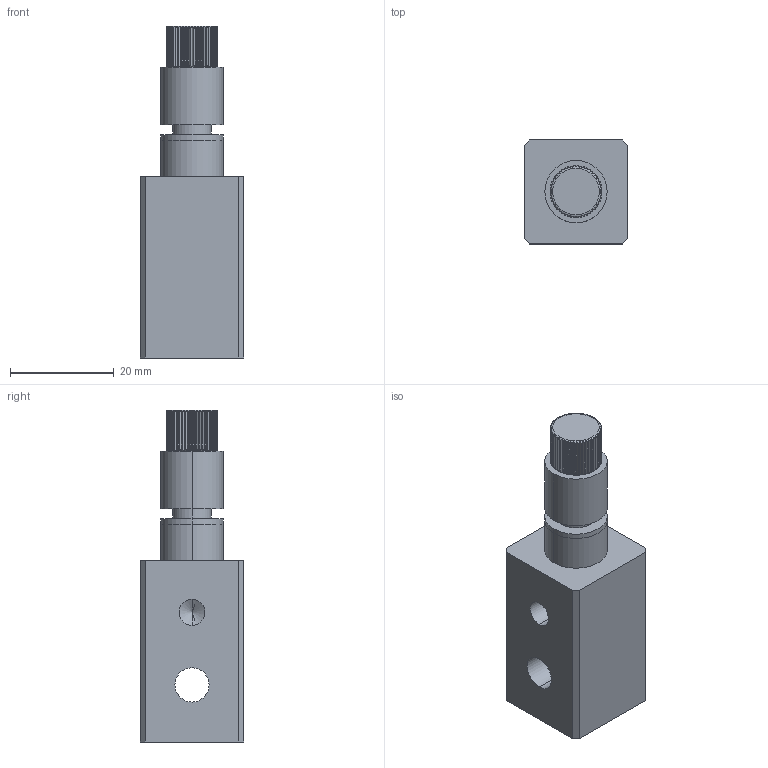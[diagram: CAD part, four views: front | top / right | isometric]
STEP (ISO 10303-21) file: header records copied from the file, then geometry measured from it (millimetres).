
FILE_DESCRIPTION (( 'STEP AP203' ), '1' );
FILE_NAME ('04NDH-1M.STEP', '2016-03-16T02:01:58', ( '' ), ( '' ), 'SwSTEP 2.0', 'SolidWorks 2016', '' );
FILE_SCHEMA (( 'CONFIG_CONTROL_DESIGN' ));
Length unit declared in the file: millimetre
Products named in the file (1): 04NDH-1M
Bounding box: 20 x 20 x 64 mm (x, y, z)
Volume: 15013.6 mm3; surface area: 6417.2 mm2
Topology: 4 solids, 4 shells, 268 faces, 757 edges, 500 vertices
Faces by surface type: cylinder 137, plane 121, cone 6, torus 4
Entity records: 10918 total; most frequent: CARTESIAN_POINT 4394, ORIENTED_EDGE 1506, DIRECTION 1129, EDGE_CURVE 753, VERTEX_POINT 500, AXIS2_PLACEMENT_3D 431, B_SPLINE_CURVE_WITH_KNOTS 324, EDGE_LOOP 281
